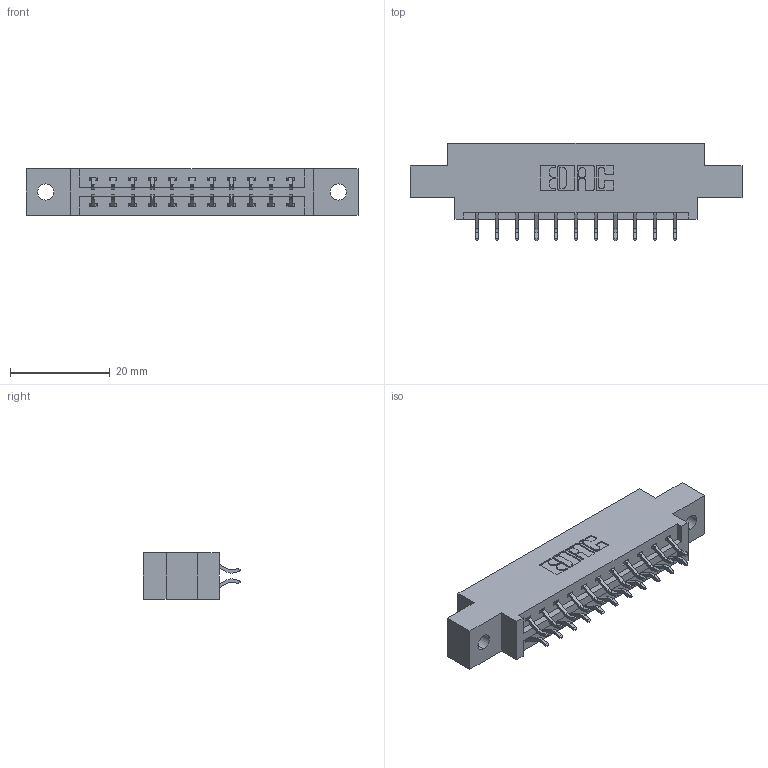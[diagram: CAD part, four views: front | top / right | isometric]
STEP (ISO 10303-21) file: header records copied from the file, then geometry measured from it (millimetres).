
FILE_DESCRIPTION (( 'STEP AP203' ), '1' );
FILE_NAME ('387-022-556-802.STEP', '2018-09-14T06:05:44', ( '' ), ( '' ), 'SwSTEP 2.0', 'SolidWorks 2016', '' );
FILE_SCHEMA (( 'CONFIG_CONTROL_DESIGN' ));
Length unit declared in the file: inch
Products named in the file (3): 337 Part_0.170 Offset - 0.128 Dia; 345-292-001_556 Tail; 387-022-556-802
Assembly tree (23 placements, depth 2):
  387-022-556-802
    337 Part_0.170 Offset - 0.128 Dia
    345-292-001_556 Tail  x22
Bounding box: 66.6 x 19.57 x 9.4 mm (x, y, z)
Volume: 6451 mm3; surface area: 6803.7 mm2
Topology: 23 solids, 23 shells, 1438 faces, 4261 edges, 2810 vertices
Faces by surface type: plane 998, cylinder 440
Entity records: 12893 total; most frequent: CARTESIAN_POINT 2214, ORIENTED_EDGE 2138, DIRECTION 1929, EDGE_CURVE 1069, VECTOR 933, LINE 933, VERTEX_POINT 710, AXIS2_PLACEMENT_3D 498
